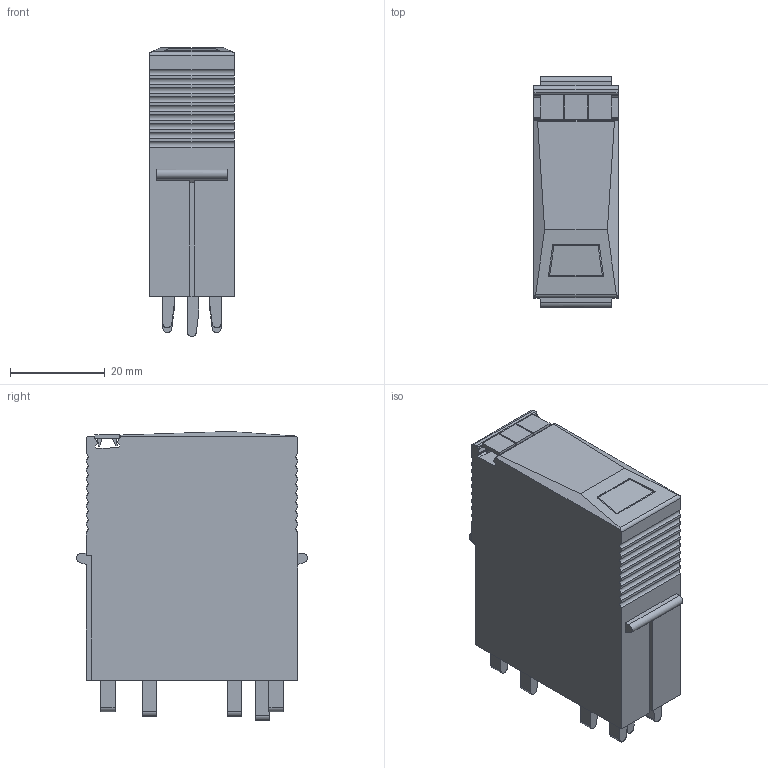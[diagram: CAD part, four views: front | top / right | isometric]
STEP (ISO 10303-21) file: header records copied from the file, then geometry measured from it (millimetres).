
FILE_DESCRIPTION(('CATIA V5R24 STEP','CAx-IF Rec.Pracs.--- Model Styling and Organization---1.2---2011-12-15'),'2;1');
FILE_NAME ('9815416_3', '2017-08-28T11:25:46+00:00', ('Weidmueller Interface'), ('Weidmueller'), 'CATIA Version 5-6 Release 2014 SP4', 'CATIA V5 STEP AP214', 'none');
FILE_SCHEMA(('AUTOMOTIVE_DESIGN { 1 0 10303 214 1 1 1 1 }'));
Length unit declared in the file: millimetre
Products named in the file (1): 8951700000
Bounding box: 17.75 x 48.7 x 61 mm (x, y, z)
Volume: 39442.2 mm3; surface area: 16444.3 mm2
Topology: 17 solids, 17 shells, 334 faces, 911 edges, 625 vertices
Faces by surface type: plane 282, cylinder 48, torus 4
Entity records: 10268 total; most frequent: ORIENTED_EDGE 1822, CARTESIAN_POINT 1820, DIRECTION 1344, EDGE_CURVE 911, VECTOR 729, LINE 729, VERTEX_POINT 625, AXIS2_PLACEMENT_3D 393
